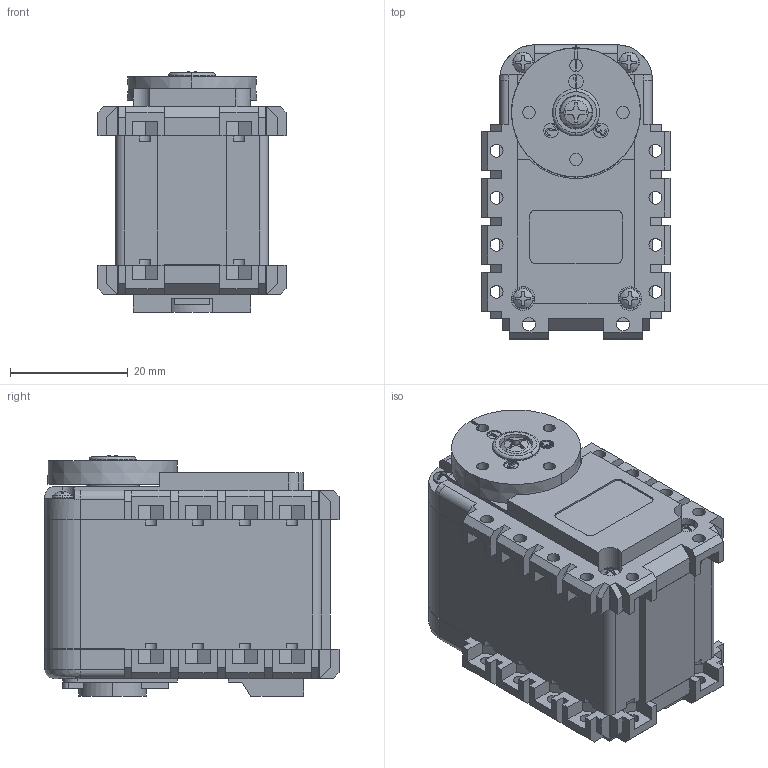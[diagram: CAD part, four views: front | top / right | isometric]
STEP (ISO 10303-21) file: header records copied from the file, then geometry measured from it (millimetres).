
FILE_DESCRIPTION (( 'STEP AP214' ), '1' );
FILE_NAME ('AX-12.STEP', '2019-11-20T00:27:01', ( '' ), ( '' ), 'SwSTEP 2.0', 'SolidWorks 2011', '' );
FILE_SCHEMA (( 'AUTOMOTIVE_DESIGN' ));
Length unit declared in the file: inch
Products named in the file (7): PHS_M3X10__; DX124_HORN1__; 099990987___; DX124_SCREW-COVER__; ASSY_GEAR-WHEEL__; ASSY_DUMMY__; AX-12
Assembly tree (10 placements, depth 2):
  AX-12
    PHS_M3X10__
    099990987___  x2
    DX124_SCREW-COVER__  x4
    ASSY_DUMMY__
    DX124_HORN1__
    ASSY_GEAR-WHEEL__
Bounding box: 32 x 50 x 40.86 mm (x, y, z)
Volume: 43352.1 mm3; surface area: 13860.2 mm2
Topology: 10 solids, 10 shells, 1279 faces, 3549 edges, 2306 vertices
Faces by surface type: plane 836, cylinder 336, bspline 49, cone 30, torus 28
Entity records: 37097 total; most frequent: CARTESIAN_POINT 8503, ORIENTED_EDGE 6126, DIRECTION 5597, EDGE_CURVE 3063, VECTOR 2195, LINE 2195, VERTEX_POINT 2012, AXIS2_PLACEMENT_3D 1701
